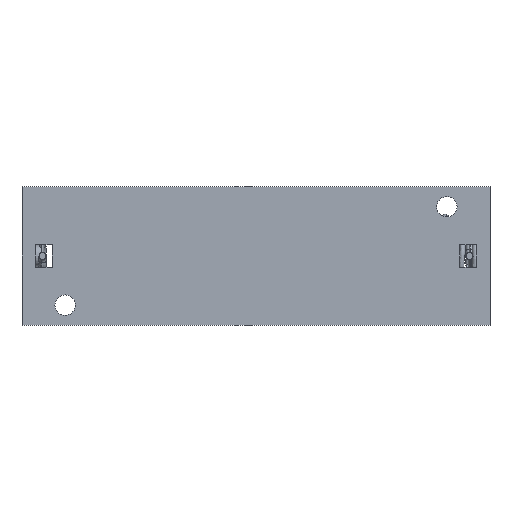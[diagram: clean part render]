
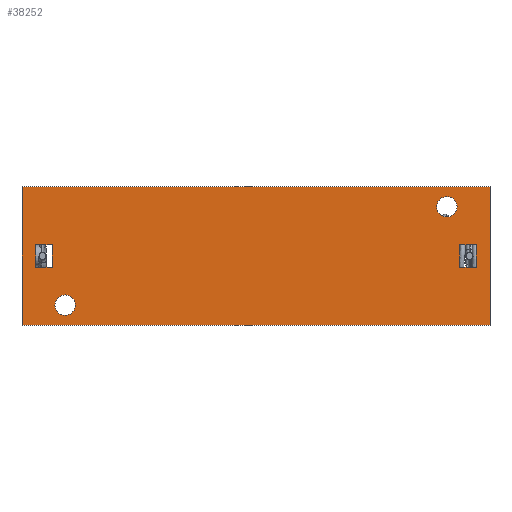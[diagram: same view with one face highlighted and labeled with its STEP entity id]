
A CAD part, front view. The second image highlights one B-rep face of the part: STEP entity #38252.
In plain terms, the highlighted planar face has unit normal (0, -1, 0).
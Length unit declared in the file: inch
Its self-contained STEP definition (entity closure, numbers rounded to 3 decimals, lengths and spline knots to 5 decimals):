
#347 = LINE ( 'NONE', #2507, #32440 ) ;
#585 = CARTESIAN_POINT ( 'NONE',  ( -0.86173, -0.40627, -0.02462 ) ) ;
#884 = EDGE_CURVE ( 'NONE', #17277, #20206, #7410, .T. ) ;
#1423 = VECTOR ( 'NONE', #30858, 39.37008 ) ;
#1666 = DIRECTION ( 'NONE',  ( 0., 1., 0. ) ) ;
#1693 = EDGE_CURVE ( 'NONE', #22304, #5991, #347, .T. ) ;
#2280 = VERTEX_POINT ( 'NONE', #4383 ) ;
#2372 = CARTESIAN_POINT ( 'NONE',  ( 1.23727, -0.40627, 0.36188 ) ) ;
#2507 = CARTESIAN_POINT ( 'NONE',  ( -0.86173, -0.40627, 0.36188 ) ) ;
#3317 = FACE_BOUND ( 'NONE', #8768, .T. ) ;
#3330 = CARTESIAN_POINT ( 'NONE',  ( 1.17227, -0.40627, -0.02462 ) ) ;
#3352 = CARTESIAN_POINT ( 'NONE',  ( 1.23727, -0.40627, -0.02462 ) ) ;
#3554 = DIRECTION ( 'NONE',  ( 0., 0., -1. ) ) ;
#3825 = AXIS2_PLACEMENT_3D ( 'NONE', #20275, #1666, #23414 ) ;
#3902 = CARTESIAN_POINT ( 'NONE',  ( -1.00673, -0.40627, -0.30312 ) ) ;
#4383 = CARTESIAN_POINT ( 'NONE',  ( 1.09227, -0.40627, 0.08338 ) ) ;
#5486 = VECTOR ( 'NONE', #3554, 39.37008 ) ;
#5487 = DIRECTION ( 'NONE',  ( 0., 0., 1. ) ) ;
#5512 = VERTEX_POINT ( 'NONE', #13697 ) ;
#5870 = CARTESIAN_POINT ( 'NONE',  ( -1.00673, -0.40627, 0.36188 ) ) ;
#5991 = VERTEX_POINT ( 'NONE', #585 ) ;
#6039 = EDGE_LOOP ( 'NONE', ( #15184, #40058, #8237, #6561 ) ) ;
#6049 = VERTEX_POINT ( 'NONE', #28692 ) ;
#6436 = VECTOR ( 'NONE', #30661, 39.37008 ) ;
#6484 = DIRECTION ( 'NONE',  ( -1., 0., 0. ) ) ;
#6561 = ORIENTED_EDGE ( 'NONE', *, *, #39472, .T. ) ;
#6780 = ORIENTED_EDGE ( 'NONE', *, *, #1693, .T. ) ;
#7328 = EDGE_LOOP ( 'NONE', ( #23483, #8140, #36917, #6780 ) ) ;
#7410 = LINE ( 'NONE', #12081, #6436 ) ;
#7426 = CARTESIAN_POINT ( 'NONE',  ( -0.79973, -0.40627, -0.15762 ) ) ;
#7500 = EDGE_CURVE ( 'NONE', #24347, #24347, #21785, .T. ) ;
#7507 = LINE ( 'NONE', #38465, #39534 ) ;
#7529 = VECTOR ( 'NONE', #34610, 39.37008 ) ;
#7765 = CIRCLE ( 'NONE', #3825, 0.049 ) ;
#7947 = VERTEX_POINT ( 'NONE', #15692 ) ;
#8105 = EDGE_LOOP ( 'NONE', ( #14903, #29450, #35295, #18524 ) ) ;
#8140 = ORIENTED_EDGE ( 'NONE', *, *, #35004, .T. ) ;
#8237 = ORIENTED_EDGE ( 'NONE', *, *, #23864, .T. ) ;
#8580 = EDGE_CURVE ( 'NONE', #5991, #32300, #36254, .T. ) ;
#8768 = EDGE_LOOP ( 'NONE', ( #23972 ) ) ;
#9138 = EDGE_CURVE ( 'NONE', #6049, #2280, #7507, .T. ) ;
#9448 = CARTESIAN_POINT ( 'NONE',  ( -0.79973, -0.40627, -0.20662 ) ) ;
#10108 = DIRECTION ( 'NONE',  ( 0., 0., 1. ) ) ;
#11611 = FACE_BOUND ( 'NONE', #21604, .T. ) ;
#11868 = EDGE_CURVE ( 'NONE', #32425, #29799, #29299, .T. ) ;
#12081 = CARTESIAN_POINT ( 'NONE',  ( -1.00673, -0.40627, 0.36188 ) ) ;
#12380 = LINE ( 'NONE', #3352, #27890 ) ;
#12511 = VECTOR ( 'NONE', #10108, 39.37008 ) ;
#12601 = DIRECTION ( 'NONE',  ( 0., 0., 1. ) ) ;
#13350 = CARTESIAN_POINT ( 'NONE',  ( -0.94173, -0.40627, -0.02462 ) ) ;
#13697 = CARTESIAN_POINT ( 'NONE',  ( 1.17227, -0.40627, 0.08338 ) ) ;
#14354 = VECTOR ( 'NONE', #26898, 39.37008 ) ;
#14714 = CARTESIAN_POINT ( 'NONE',  ( 1.23727, -0.40627, 0.08338 ) ) ;
#14772 = CARTESIAN_POINT ( 'NONE',  ( -0.86173, -0.40627, 0.08338 ) ) ;
#14903 = ORIENTED_EDGE ( 'NONE', *, *, #884, .T. ) ;
#15184 = ORIENTED_EDGE ( 'NONE', *, *, #9138, .T. ) ;
#15692 = CARTESIAN_POINT ( 'NONE',  ( -0.94173, -0.40627, 0.08338 ) ) ;
#17161 = LINE ( 'NONE', #34408, #32708 ) ;
#17277 = VERTEX_POINT ( 'NONE', #5870 ) ;
#17366 = CARTESIAN_POINT ( 'NONE',  ( 1.17227, -0.40627, 0.36188 ) ) ;
#17753 = DIRECTION ( 'NONE',  ( 0., 0., -1. ) ) ;
#18321 = AXIS2_PLACEMENT_3D ( 'NONE', #9448, #31173, #12601 ) ;
#18524 = ORIENTED_EDGE ( 'NONE', *, *, #33063, .T. ) ;
#18838 = FACE_OUTER_BOUND ( 'NONE', #8105, .T. ) ;
#19822 = FACE_BOUND ( 'NONE', #6039, .T. ) ;
#20206 = VERTEX_POINT ( 'NONE', #3902 ) ;
#20275 = CARTESIAN_POINT ( 'NONE',  ( 1.03027, -0.40627, 0.26538 ) ) ;
#20693 = VERTEX_POINT ( 'NONE', #3330 ) ;
#20737 = AXIS2_PLACEMENT_3D ( 'NONE', #2372, #24114, #5487 ) ;
#20906 = EDGE_CURVE ( 'NONE', #29690, #29690, #7765, .T. ) ;
#21604 = EDGE_LOOP ( 'NONE', ( #23925 ) ) ;
#21785 = CIRCLE ( 'NONE', #18321, 0.049 ) ;
#22165 = CARTESIAN_POINT ( 'NONE',  ( 1.23727, -0.40627, 0.36188 ) ) ;
#22304 = VERTEX_POINT ( 'NONE', #14772 ) ;
#23414 = DIRECTION ( 'NONE',  ( 0., 0., 1. ) ) ;
#23483 = ORIENTED_EDGE ( 'NONE', *, *, #8580, .T. ) ;
#23864 = EDGE_CURVE ( 'NONE', #5512, #20693, #25801, .T. ) ;
#23925 = ORIENTED_EDGE ( 'NONE', *, *, #7500, .T. ) ;
#23972 = ORIENTED_EDGE ( 'NONE', *, *, #20906, .T. ) ;
#24114 = DIRECTION ( 'NONE',  ( 0., 1., 0. ) ) ;
#24347 = VERTEX_POINT ( 'NONE', #7426 ) ;
#24756 = EDGE_CURVE ( 'NONE', #2280, #5512, #38084, .T. ) ;
#25801 = LINE ( 'NONE', #17366, #34068 ) ;
#26377 = EDGE_CURVE ( 'NONE', #7947, #22304, #34475, .T. ) ;
#26898 = DIRECTION ( 'NONE',  ( 1., 0., 0. ) ) ;
#27022 = CARTESIAN_POINT ( 'NONE',  ( 1.23727, -0.40627, 0.36188 ) ) ;
#27102 = FACE_BOUND ( 'NONE', #7328, .T. ) ;
#27780 = CARTESIAN_POINT ( 'NONE',  ( 1.23727, -0.40627, -0.30312 ) ) ;
#27890 = VECTOR ( 'NONE', #6484, 39.37008 ) ;
#27989 = VECTOR ( 'NONE', #38920, 39.37008 ) ;
#28344 = CARTESIAN_POINT ( 'NONE',  ( 1.23727, -0.40627, 0.36188 ) ) ;
#28676 = CARTESIAN_POINT ( 'NONE',  ( -0.94173, -0.40627, 0.36188 ) ) ;
#28692 = CARTESIAN_POINT ( 'NONE',  ( 1.09227, -0.40627, -0.02462 ) ) ;
#29254 = DIRECTION ( 'NONE',  ( 0., 0., 1. ) ) ;
#29266 = CARTESIAN_POINT ( 'NONE',  ( 1.03027, -0.40627, 0.31438 ) ) ;
#29299 = LINE ( 'NONE', #22165, #5486 ) ;
#29450 = ORIENTED_EDGE ( 'NONE', *, *, #36523, .F. ) ;
#29690 = VERTEX_POINT ( 'NONE', #29266 ) ;
#29799 = VERTEX_POINT ( 'NONE', #27780 ) ;
#30459 = CARTESIAN_POINT ( 'NONE',  ( 1.23727, -0.40627, 0.08338 ) ) ;
#30486 = DIRECTION ( 'NONE',  ( 0., 0., -1. ) ) ;
#30661 = DIRECTION ( 'NONE',  ( 0., 0., -1. ) ) ;
#30858 = DIRECTION ( 'NONE',  ( 1., 0., 0. ) ) ;
#31173 = DIRECTION ( 'NONE',  ( 0., 1., 0. ) ) ;
#31324 = LINE ( 'NONE', #28344, #7529 ) ;
#32300 = VERTEX_POINT ( 'NONE', #13350 ) ;
#32425 = VERTEX_POINT ( 'NONE', #27022 ) ;
#32440 = VECTOR ( 'NONE', #30486, 39.37008 ) ;
#32708 = VECTOR ( 'NONE', #37508, 39.37008 ) ;
#33063 = EDGE_CURVE ( 'NONE', #32425, #17277, #31324, .T. ) ;
#34068 = VECTOR ( 'NONE', #17753, 39.37008 ) ;
#34408 = CARTESIAN_POINT ( 'NONE',  ( 1.23727, -0.40627, -0.30312 ) ) ;
#34475 = LINE ( 'NONE', #30459, #1423 ) ;
#34610 = DIRECTION ( 'NONE',  ( -1., 0., 0. ) ) ;
#35004 = EDGE_CURVE ( 'NONE', #32300, #7947, #36296, .T. ) ;
#35295 = ORIENTED_EDGE ( 'NONE', *, *, #11868, .F. ) ;
#36254 = LINE ( 'NONE', #38365, #27989 ) ;
#36296 = LINE ( 'NONE', #28676, #12511 ) ;
#36523 = EDGE_CURVE ( 'NONE', #29799, #20206, #17161, .T. ) ;
#36917 = ORIENTED_EDGE ( 'NONE', *, *, #26377, .T. ) ;
#37508 = DIRECTION ( 'NONE',  ( -1., 0., 0. ) ) ;
#38084 = LINE ( 'NONE', #14714, #14354 ) ;
#38252 = ADVANCED_FACE ( 'NONE', ( #19822, #27102, #11611, #3317, #18838 ), #39284, .F. ) ;
#38365 = CARTESIAN_POINT ( 'NONE',  ( 1.23727, -0.40627, -0.02462 ) ) ;
#38465 = CARTESIAN_POINT ( 'NONE',  ( 1.09227, -0.40627, 0.36188 ) ) ;
#38920 = DIRECTION ( 'NONE',  ( -1., 0., 0. ) ) ;
#39284 = PLANE ( 'NONE',  #20737 ) ;
#39472 = EDGE_CURVE ( 'NONE', #20693, #6049, #12380, .T. ) ;
#39534 = VECTOR ( 'NONE', #29254, 39.37008 ) ;
#40058 = ORIENTED_EDGE ( 'NONE', *, *, #24756, .T. ) ;
